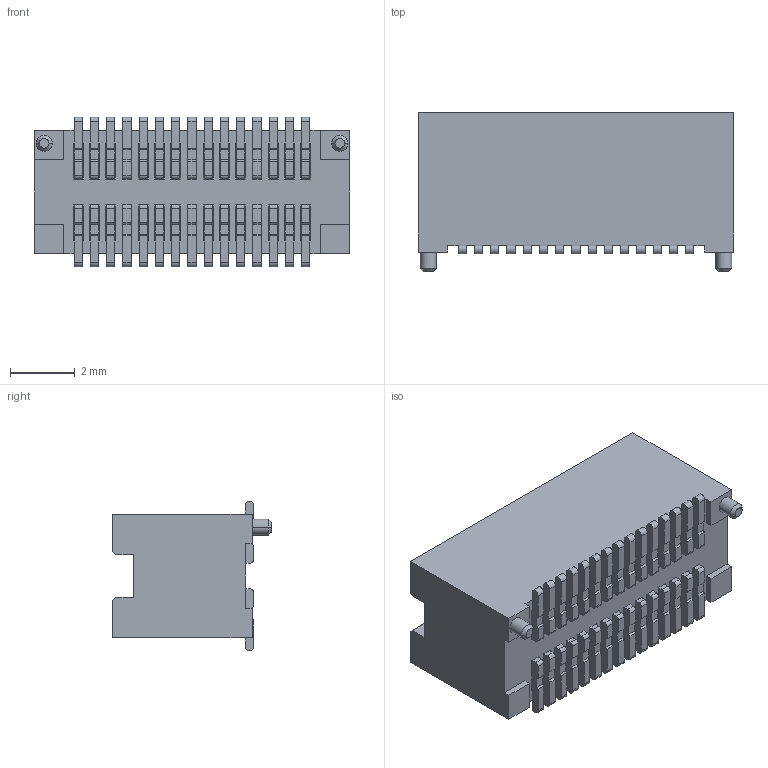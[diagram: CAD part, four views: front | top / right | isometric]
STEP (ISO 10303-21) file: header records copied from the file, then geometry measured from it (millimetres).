
FILE_DESCRIPTION((''),'2;1');
FILE_NAME('FBB05008-F40-H44','2022-07-28T',('工程三'),(''),'PRO/ENGINEER BY PARAMETRIC TECHNOLOGY CORPORATION, 2010280','PRO/ENGINEER BY PARAMETRIC TECHNOLOGY CORPORATION, 2010280','');
FILE_SCHEMA(('CONFIG_CONTROL_DESIGN'));
Length unit declared in the file: millimetre
Products named in the file (1): FBB05008-F40-H44
Bounding box: 9.7 x 4.9 x 4.6 mm (x, y, z)
Volume: 108.9 mm3; surface area: 581 mm2
Topology: 1 solids, 1 shells, 1084 faces, 3824 edges, 2504 vertices
Faces by surface type: plane 716, cylinder 364, cone 4
Entity records: 41350 total; most frequent: ORIENTED_EDGE 7648, CARTESIAN_POINT 7412, DIRECTION 6724, EDGE_CURVE 3824, VECTOR 3092, LINE 3092, VERTEX_POINT 2504, AXIS2_PLACEMENT_3D 1816
